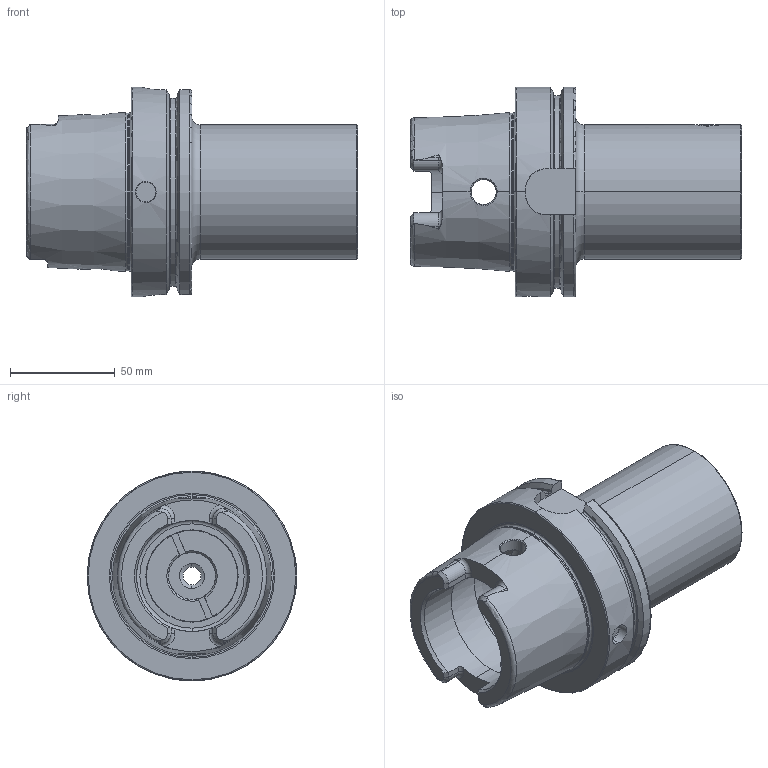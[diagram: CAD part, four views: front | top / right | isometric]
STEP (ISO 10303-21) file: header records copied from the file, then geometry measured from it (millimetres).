
FILE_DESCRIPTION (( 'STEP AP203' ), '1' );
FILE_NAME ('CT5-ST1.K01.061.STEP', '2016-02-12T09:28:20', ( 'SWIAdmin' ), ( 'Hewlett-Packard Company' ), 'SwSTEP 2.0', 'SolidWorks 2015', '' );
FILE_SCHEMA (( 'CONFIG_CONTROL_DESIGN' ));
Length unit declared in the file: millimetre
Products named in the file (5): ST7-ER4.002.020_A; ST6-ER3.K01.040_A; CT5-ST1.K01.061; HA0-ST6.K01.108_A_Fertigbearbeitung; ST6-ER1.001.018_A
Assembly tree (4 placements, depth 2):
  CT5-ST1.K01.061
    HA0-ST6.K01.108_A_Fertigbearbeitung
    ST6-ER1.001.018_A
    ST7-ER4.002.020_A
    ST6-ER3.K01.040_A
Bounding box: 157.9 x 100 x 100 mm (x, y, z)
Volume: 456204.7 mm3; surface area: 87277.2 mm2
Topology: 4 solids, 4 shells, 283 faces, 707 edges, 434 vertices
Faces by surface type: cylinder 90, plane 77, torus 58, cone 50, bspline 8
Entity records: 10709 total; most frequent: CARTESIAN_POINT 3485, DIRECTION 1450, ORIENTED_EDGE 1410, EDGE_CURVE 705, AXIS2_PLACEMENT_3D 605, VERTEX_POINT 434, CIRCLE 323, EDGE_LOOP 299
